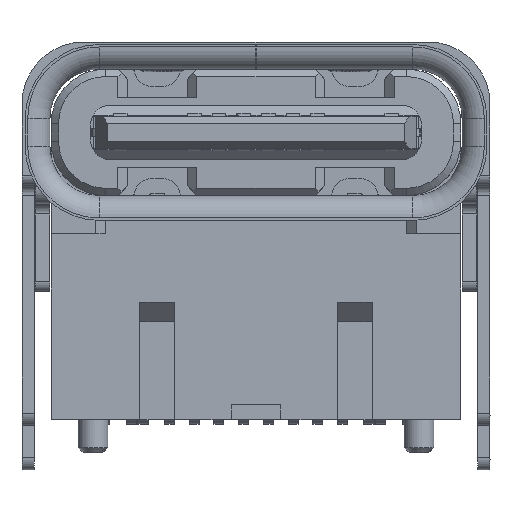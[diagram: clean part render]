
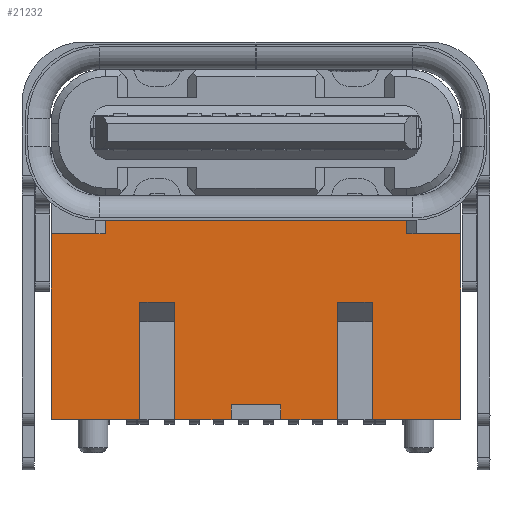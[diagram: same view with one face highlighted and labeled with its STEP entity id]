
A CAD part, front view. The second image highlights one B-rep face of the part: STEP entity #21232.
In plain terms, the highlighted planar face has unit normal (0, -1, 0).
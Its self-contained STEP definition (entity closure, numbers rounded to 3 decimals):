
#244=DIRECTION('',(1.,0.,0.));
#245=VECTOR('',#244,1.795);
#246=CARTESIAN_POINT('',(-4.145,6.298,-5.81));
#247=LINE('',#246,#245);
#256=DIRECTION('',(1.,0.,0.));
#257=VECTOR('',#256,1.15);
#258=CARTESIAN_POINT('',(-1.65,6.298,-5.81));
#259=LINE('',#258,#257);
#264=DIRECTION('',(1.,0.,0.));
#265=VECTOR('',#264,1.15);
#266=CARTESIAN_POINT('',(0.5,6.298,-5.81));
#267=LINE('',#266,#265);
#276=DIRECTION('',(1.,0.,0.));
#277=VECTOR('',#276,1.795);
#278=CARTESIAN_POINT('',(2.35,6.298,-5.81));
#279=LINE('',#278,#277);
#450=DIRECTION('',(0.,0.,-1.));
#451=VECTOR('',#450,3.76);
#452=CARTESIAN_POINT('',(-4.145,6.298,-2.05));
#453=LINE('',#452,#451);
#2147=DIRECTION('',(0.,0.,1.));
#2148=VECTOR('',#2147,3.76);
#2149=CARTESIAN_POINT('',(4.145,6.298,-5.81));
#2150=LINE('',#2149,#2148);
#3368=DIRECTION('',(-1.,0.,0.));
#3369=VECTOR('',#3368,2.145);
#3370=CARTESIAN_POINT('',(-0.9,6.298,
-1.28));
#3371=LINE('',#3370,#3369);
#3568=DIRECTION('',(-1.,0.,0.));
#3569=VECTOR('',#3568,2.145);
#3570=CARTESIAN_POINT('',(3.045,6.298,-1.28));
#3571=LINE('',#3570,#3569);
#3612=DIRECTION('',(1.,0.,0.));
#3613=VECTOR('',#3612,1.8);
#3614=CARTESIAN_POINT('',(-0.9,6.298,
-0.7));
#3615=LINE('',#3614,#3613);
#3616=DIRECTION('',(0.,0.,-1.));
#3617=VECTOR('',#3616,0.58);
#3618=CARTESIAN_POINT('',(0.9,6.298,
-0.7));
#3619=LINE('',#3618,#3617);
#3620=DIRECTION('',(0.,0.,-1.));
#3621=VECTOR('',#3620,0.77);
#3622=CARTESIAN_POINT('',(3.045,6.298,-1.28));
#3623=LINE('',#3622,#3621);
#3624=DIRECTION('',(1.,0.,0.));
#3625=VECTOR('',#3624,1.1);
#3626=CARTESIAN_POINT('',(3.045,6.298,-2.05));
#3627=LINE('',#3626,#3625);
#3628=DIRECTION('',(0.,0.,1.));
#3629=VECTOR('',#3628,2.375);
#3630=CARTESIAN_POINT('',(2.35,6.298,-5.81));
#3631=LINE('',#3630,#3629);
#3632=DIRECTION('',(-1.,0.,0.));
#3633=VECTOR('',#3632,0.7);
#3634=CARTESIAN_POINT('',(2.35,6.298,-3.435));
#3635=LINE('',#3634,#3633);
#3636=DIRECTION('',(0.,0.,-1.));
#3637=VECTOR('',#3636,2.375);
#3638=CARTESIAN_POINT('',(1.65,6.298,-3.435));
#3639=LINE('',#3638,#3637);
#3640=DIRECTION('',(0.,0.,-1.));
#3641=VECTOR('',#3640,0.3);
#3642=CARTESIAN_POINT('',(-0.5,6.298,
-5.51));
#3643=LINE('',#3642,#3641);
#3644=DIRECTION('',(0.,0.,1.));
#3645=VECTOR('',#3644,2.375);
#3646=CARTESIAN_POINT('',(-1.65,6.298,
-5.81));
#3647=LINE('',#3646,#3645);
#3648=DIRECTION('',(-1.,0.,0.));
#3649=VECTOR('',#3648,0.7);
#3650=CARTESIAN_POINT('',(-1.65,6.298,
-3.435));
#3651=LINE('',#3650,#3649);
#3652=DIRECTION('',(0.,0.,-1.));
#3653=VECTOR('',#3652,2.375);
#3654=CARTESIAN_POINT('',(-2.35,6.298,
-3.435));
#3655=LINE('',#3654,#3653);
#3656=DIRECTION('',(1.,0.,0.));
#3657=VECTOR('',#3656,1.1);
#3658=CARTESIAN_POINT('',(-4.145,6.298,
-2.05));
#3659=LINE('',#3658,#3657);
#3676=DIRECTION('',(0.,0.,-1.));
#3677=VECTOR('',#3676,0.58);
#3678=CARTESIAN_POINT('',(-0.9,6.298,
-0.7));
#3679=LINE('',#3678,#3677);
#3878=DIRECTION('',(0.,0.,-1.));
#3879=VECTOR('',#3878,0.3);
#3880=CARTESIAN_POINT('',(0.5,6.298,
-5.51));
#3881=LINE('',#3880,#3879);
#3898=DIRECTION('',(1.,0.,0.));
#3899=VECTOR('',#3898,1.);
#3900=CARTESIAN_POINT('',(-0.5,6.298,
-5.51));
#3901=LINE('',#3900,#3899);
#3958=DIRECTION('',(0.,0.,-1.));
#3959=VECTOR('',#3958,0.77);
#3960=CARTESIAN_POINT('',(-3.045,6.298,
-1.28));
#3961=LINE('',#3960,#3959);
#12664=CARTESIAN_POINT('',(3.045,6.298,
-1.28));
#12665=VERTEX_POINT('',#12664);
#12666=CARTESIAN_POINT('',(0.9,6.298,
-1.28));
#12667=VERTEX_POINT('',#12666);
#12674=CARTESIAN_POINT('',(-0.9,6.298,
-1.28));
#12675=VERTEX_POINT('',#12674);
#12676=CARTESIAN_POINT('',(-3.045,6.298,
-1.28));
#12677=VERTEX_POINT('',#12676);
#12761=CARTESIAN_POINT('',(-4.145,6.298,
-2.05));
#12762=VERTEX_POINT('',#12761);
#12763=CARTESIAN_POINT('',(-4.145,6.298,
-5.81));
#12764=VERTEX_POINT('',#12763);
#13725=CARTESIAN_POINT('',(-2.35,6.298,
-5.81));
#13726=VERTEX_POINT('',#13725);
#13731=CARTESIAN_POINT('',(-1.65,6.298,
-5.81));
#13732=VERTEX_POINT('',#13731);
#13733=CARTESIAN_POINT('',(-0.5,6.298,
-5.81));
#13734=VERTEX_POINT('',#13733);
#13739=CARTESIAN_POINT('',(0.5,6.298,
-5.81));
#13740=VERTEX_POINT('',#13739);
#13741=CARTESIAN_POINT('',(1.65,6.298,
-5.81));
#13742=VERTEX_POINT('',#13741);
#13747=CARTESIAN_POINT('',(2.35,6.298,
-5.81));
#13748=VERTEX_POINT('',#13747);
#13749=CARTESIAN_POINT('',(4.145,6.298,
-5.81));
#13750=VERTEX_POINT('',#13749);
#14009=CARTESIAN_POINT('',(-0.9,6.298,
-0.7));
#14010=CARTESIAN_POINT('',(0.9,6.298,
-0.7));
#14011=VERTEX_POINT('',#14009);
#14012=VERTEX_POINT('',#14010);
#14013=CARTESIAN_POINT('',(3.045,6.298,
-2.05));
#14014=VERTEX_POINT('',#14013);
#14015=CARTESIAN_POINT('',(4.145,6.298,
-2.05));
#14016=VERTEX_POINT('',#14015);
#14017=CARTESIAN_POINT('',(2.35,6.298,
-3.435));
#14018=VERTEX_POINT('',#14017);
#14019=CARTESIAN_POINT('',(1.65,6.298,
-3.435));
#14020=VERTEX_POINT('',#14019);
#14021=CARTESIAN_POINT('',(0.5,6.298,
-5.51));
#14022=VERTEX_POINT('',#14021);
#14023=CARTESIAN_POINT('',(-0.5,6.298,
-5.51));
#14024=VERTEX_POINT('',#14023);
#14025=CARTESIAN_POINT('',(-1.65,6.298,
-3.435));
#14026=VERTEX_POINT('',#14025);
#14027=CARTESIAN_POINT('',(-2.35,6.298,
-3.435));
#14028=VERTEX_POINT('',#14027);
#14029=CARTESIAN_POINT('',(-3.045,6.298,
-2.05));
#14030=VERTEX_POINT('',#14029);
#21187=CARTESIAN_POINT('',(-4.5,6.298,
-2.05));
#21188=DIRECTION('',(0.,-1.,0.));
#21189=DIRECTION('',(0.,0.,-1.));
#21190=AXIS2_PLACEMENT_3D('',#21187,#21188,#21189);
#21191=PLANE('',#21190);
#21193=ORIENTED_EDGE('',*,*,#21192,.T.);
#21195=ORIENTED_EDGE('',*,*,#21194,.T.);
#21196=ORIENTED_EDGE('',*,*,#21114,.F.);
#21197=ORIENTED_EDGE('',*,*,#21174,.T.);
#21198=ORIENTED_EDGE('',*,*,#19379,.T.);
#21199=ORIENTED_EDGE('',*,*,#19287,.F.);
#21200=ORIENTED_EDGE('',*,*,#16326,.F.);
#21202=ORIENTED_EDGE('',*,*,#21201,.T.);
#21204=ORIENTED_EDGE('',*,*,#21203,.T.);
#21206=ORIENTED_EDGE('',*,*,#21205,.T.);
#21207=ORIENTED_EDGE('',*,*,#16318,.F.);
#21209=ORIENTED_EDGE('',*,*,#21208,.F.);
#21211=ORIENTED_EDGE('',*,*,#21210,.F.);
#21213=ORIENTED_EDGE('',*,*,#21212,.T.);
#21214=ORIENTED_EDGE('',*,*,#16310,.F.);
#21216=ORIENTED_EDGE('',*,*,#21215,.T.);
#21218=ORIENTED_EDGE('',*,*,#21217,.T.);
#21220=ORIENTED_EDGE('',*,*,#21219,.T.);
#21221=ORIENTED_EDGE('',*,*,#16302,.F.);
#21222=ORIENTED_EDGE('',*,*,#16642,.F.);
#21224=ORIENTED_EDGE('',*,*,#21223,.T.);
#21226=ORIENTED_EDGE('',*,*,#21225,.F.);
#21227=ORIENTED_EDGE('',*,*,#20823,.F.);
#21229=ORIENTED_EDGE('',*,*,#21228,.F.);
#21230=EDGE_LOOP('',(#21193,#21195,#21196,#21197,#21198,#21199,#21200,#21202,
#21204,#21206,#21207,#21209,#21211,#21213,#21214,#21216,#21218,#21220,#21221,
#21222,#21224,#21226,#21227,#21229));
#21231=FACE_OUTER_BOUND('',#21230,.F.);
#16302=EDGE_CURVE('',#12764,#13726,#247,.T.);
#16310=EDGE_CURVE('',#13732,#13734,#259,.T.);
#16318=EDGE_CURVE('',#13740,#13742,#267,.T.);
#16326=EDGE_CURVE('',#13748,#13750,#279,.T.);
#16642=EDGE_CURVE('',#12762,#12764,#453,.T.);
#19287=EDGE_CURVE('',#13750,#14016,#2150,.T.);
#19379=EDGE_CURVE('',#14014,#14016,#3627,.T.);
#20823=EDGE_CURVE('',#12675,#12677,#3371,.T.);
#21114=EDGE_CURVE('',#12665,#12667,#3571,.T.);
#21174=EDGE_CURVE('',#12665,#14014,#3623,.T.);
#21192=EDGE_CURVE('',#14011,#14012,#3615,.T.);
#21194=EDGE_CURVE('',#14012,#12667,#3619,.T.);
#21201=EDGE_CURVE('',#13748,#14018,#3631,.T.);
#21203=EDGE_CURVE('',#14018,#14020,#3635,.T.);
#21205=EDGE_CURVE('',#14020,#13742,#3639,.T.);
#21208=EDGE_CURVE('',#14022,#13740,#3881,.T.);
#21210=EDGE_CURVE('',#14024,#14022,#3901,.T.);
#21212=EDGE_CURVE('',#14024,#13734,#3643,.T.);
#21215=EDGE_CURVE('',#13732,#14026,#3647,.T.);
#21217=EDGE_CURVE('',#14026,#14028,#3651,.T.);
#21219=EDGE_CURVE('',#14028,#13726,#3655,.T.);
#21223=EDGE_CURVE('',#12762,#14030,#3659,.T.);
#21225=EDGE_CURVE('',#12677,#14030,#3961,.T.);
#21228=EDGE_CURVE('',#14011,#12675,#3679,.T.);
#21232=ADVANCED_FACE('',(#21231),#21191,.T.);
